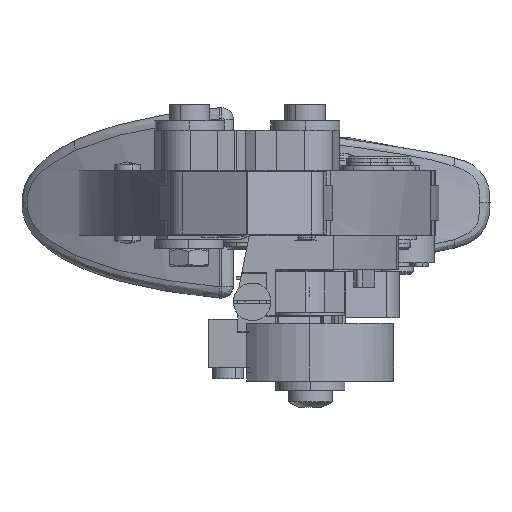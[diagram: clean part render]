
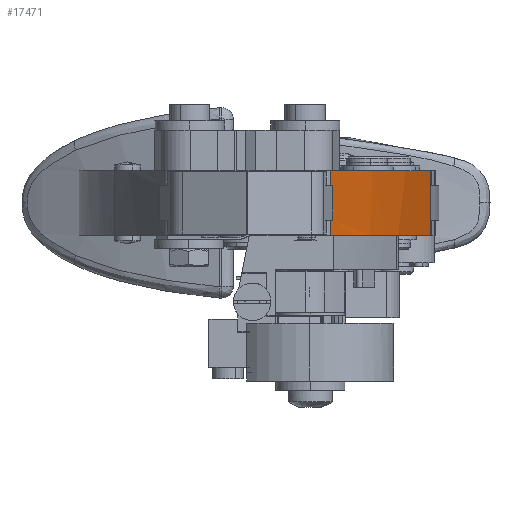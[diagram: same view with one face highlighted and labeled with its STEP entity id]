
A CAD part, left-side view. The second image highlights one B-rep face of the part: STEP entity #17471.
In plain terms, the highlighted cylindrical face has radius 136.613 mm (diameter 273.227 mm), a partial arc.
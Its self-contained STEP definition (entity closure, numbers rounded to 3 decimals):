
#17373=AXIS2_PLACEMENT_3D('Circle Axis2P3D',#17371,#17372,$) ;
#17428=AXIS2_PLACEMENT_3D('Cylinder Axis2P3D',#17425,#17426,#17427) ;
#17432=AXIS2_PLACEMENT_3D('Circle Axis2P3D',#17430,#17431,$) ;
#17442=AXIS2_PLACEMENT_3D('Circle Axis2P3D',#17440,#17441,$) ;
#17456=AXIS2_PLACEMENT_3D('Circle Axis2P3D',#17454,#17455,$) ;
#16628=CARTESIAN_POINT('Vertex',(12.756,27.584,29.82)) ;
#16631=CARTESIAN_POINT('Line Origine',(12.756,27.584,35.42)) ;
#16635=CARTESIAN_POINT('Vertex',(12.756,27.584,32.42)) ;
#16651=CARTESIAN_POINT('Line Origine',(12.756,27.584,35.42)) ;
#16655=CARTESIAN_POINT('Vertex',(12.756,27.584,41.02)) ;
#16657=CARTESIAN_POINT('Vertex',(12.756,27.584,38.42)) ;
#17021=CARTESIAN_POINT('Vertex',(19.24,23.727,29.82)) ;
#17025=CARTESIAN_POINT('Control Point',(19.24,23.727,29.82)) ;
#17026=CARTESIAN_POINT('Control Point',(17.922,24.462,29.82)) ;
#17027=CARTESIAN_POINT('Control Point',(16.615,25.216,29.82)) ;
#17028=CARTESIAN_POINT('Control Point',(15.317,25.988,29.82)) ;
#17029=CARTESIAN_POINT('Control Point',(14.031,26.777,29.82)) ;
#17030=CARTESIAN_POINT('Control Point',(12.756,27.584,29.82)) ;
#17140=CARTESIAN_POINT('Vertex',(53.431,10.299,29.82)) ;
#17144=CARTESIAN_POINT('Control Point',(53.431,10.299,29.82)) ;
#17145=CARTESIAN_POINT('Control Point',(49.816,11.182,29.82)) ;
#17146=CARTESIAN_POINT('Control Point',(46.231,12.187,29.82)) ;
#17147=CARTESIAN_POINT('Control Point',(42.682,13.314,29.82)) ;
#17148=CARTESIAN_POINT('Control Point',(39.173,14.561,29.82)) ;
#17149=CARTESIAN_POINT('Control Point',(35.711,15.926,29.82)) ;
#17150=CARTESIAN_POINT('Vertex',(35.711,15.926,29.82)) ;
#17371=CARTESIAN_POINT('Axis2P3D Location',(85.82,143.018,41.02)) ;
#17375=CARTESIAN_POINT('Vertex',(53.431,10.299,41.02)) ;
#17425=CARTESIAN_POINT('Axis2P3D Location',(85.82,143.018,35.42)) ;
#17430=CARTESIAN_POINT('Axis2P3D Location',(85.82,143.018,29.82)) ;
#17435=CARTESIAN_POINT('Line Origine',(53.431,10.299,35.42)) ;
#17440=CARTESIAN_POINT('Axis2P3D Location',(85.82,143.018,38.42)) ;
#17444=CARTESIAN_POINT('Vertex',(13.27,27.26,38.42)) ;
#17447=CARTESIAN_POINT('Line Origine',(13.27,27.26,35.42)) ;
#17451=CARTESIAN_POINT('Vertex',(13.27,27.26,32.42)) ;
#17454=CARTESIAN_POINT('Axis2P3D Location',(85.82,143.018,32.42)) ;
#16632=DIRECTION('Vector Direction',(0.,0.,1.)) ;
#16652=DIRECTION('Vector Direction',(0.,0.,1.)) ;
#17372=DIRECTION('Axis2P3D Direction',(0.,0.,-1.)) ;
#17426=DIRECTION('Axis2P3D Direction',(0.,0.,1.)) ;
#17427=DIRECTION('Axis2P3D XDirection',(-0.535,-0.845,0.)) ;
#17431=DIRECTION('Axis2P3D Direction',(0.,0.,1.)) ;
#17436=DIRECTION('Vector Direction',(0.,0.,1.)) ;
#17441=DIRECTION('Axis2P3D Direction',(0.,0.,1.)) ;
#17448=DIRECTION('Vector Direction',(0.,0.,1.)) ;
#17455=DIRECTION('Axis2P3D Direction',(0.,0.,1.)) ;
#16633=VECTOR('Line Direction',#16632,1.) ;
#16653=VECTOR('Line Direction',#16652,1.) ;
#17437=VECTOR('Line Direction',#17436,1.) ;
#17449=VECTOR('Line Direction',#17448,1.) ;
#17460=ORIENTED_EDGE('',*,*,#16637,.T.) ;
#17461=ORIENTED_EDGE('',*,*,#17031,.T.) ;
#17462=ORIENTED_EDGE('',*,*,#17434,.T.) ;
#17463=ORIENTED_EDGE('',*,*,#17152,.T.) ;
#17464=ORIENTED_EDGE('',*,*,#17439,.F.) ;
#17465=ORIENTED_EDGE('',*,*,#17377,.F.) ;
#17466=ORIENTED_EDGE('',*,*,#16659,.T.) ;
#17467=ORIENTED_EDGE('',*,*,#17446,.T.) ;
#17468=ORIENTED_EDGE('',*,*,#17453,.T.) ;
#17469=ORIENTED_EDGE('',*,*,#17458,.F.) ;
#17471=ADVANCED_FACE('Hauptk\X2\00F6\X0\rper.1',(#17470),#17429,.T.) ;
#17024=B_SPLINE_CURVE_WITH_KNOTS('',5,(#17025,#17026,#17027,#17028,#17029,#17030),.UNSPECIFIED.,.F.,.U.,(6,6),(0.,10.671),.UNSPECIFIED.) ;
#17143=B_SPLINE_CURVE_WITH_KNOTS('',5,(#17144,#17145,#17146,#17147,#17148,#17149),.UNSPECIFIED.,.F.,.U.,(6,6),(0.,26.324),.UNSPECIFIED.) ;
#17374=CIRCLE('generated circle',#17373,136.614) ;
#17433=CIRCLE('generated circle',#17432,136.614) ;
#17443=CIRCLE('generated circle',#17442,136.614) ;
#17457=CIRCLE('generated circle',#17456,136.614) ;
#17429=CYLINDRICAL_SURFACE('generated cylinder',#17428,136.614) ;
#16637=EDGE_CURVE('',#16636,#16629,#16634,.F.) ;
#16659=EDGE_CURVE('',#16656,#16658,#16654,.F.) ;
#17031=EDGE_CURVE('',#16629,#17022,#17024,.F.) ;
#17152=EDGE_CURVE('',#17151,#17141,#17143,.F.) ;
#17377=EDGE_CURVE('',#16656,#17376,#17374,.F.) ;
#17434=EDGE_CURVE('',#17022,#17151,#17433,.T.) ;
#17439=EDGE_CURVE('',#17376,#17141,#17438,.F.) ;
#17446=EDGE_CURVE('',#16658,#17445,#17443,.T.) ;
#17453=EDGE_CURVE('',#17445,#17452,#17450,.F.) ;
#17458=EDGE_CURVE('',#16636,#17452,#17457,.T.) ;
#17459=EDGE_LOOP('',(#17460,#17461,#17462,#17463,#17464,#17465,#17466,#17467,#17468,#17469)) ;
#17470=FACE_OUTER_BOUND('',#17459,.T.) ;
#16634=LINE('Line',#16631,#16633) ;
#16654=LINE('Line',#16651,#16653) ;
#17438=LINE('Line',#17435,#17437) ;
#17450=LINE('Line',#17447,#17449) ;
#16629=VERTEX_POINT('',#16628) ;
#16636=VERTEX_POINT('',#16635) ;
#16656=VERTEX_POINT('',#16655) ;
#16658=VERTEX_POINT('',#16657) ;
#17022=VERTEX_POINT('',#17021) ;
#17141=VERTEX_POINT('',#17140) ;
#17151=VERTEX_POINT('',#17150) ;
#17376=VERTEX_POINT('',#17375) ;
#17445=VERTEX_POINT('',#17444) ;
#17452=VERTEX_POINT('',#17451) ;
